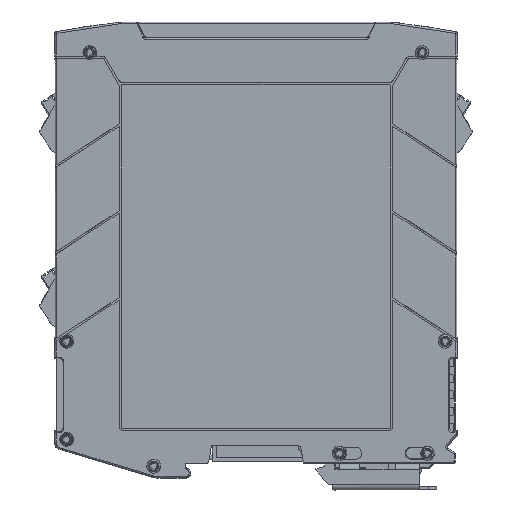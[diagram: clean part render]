
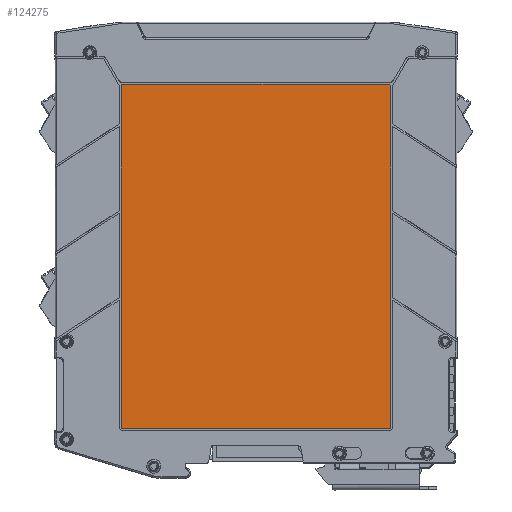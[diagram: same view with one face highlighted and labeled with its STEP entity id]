
A CAD part, left-side view. The second image highlights one B-rep face of the part: STEP entity #124275.
In plain terms, the highlighted planar face has unit normal (-1, 0, 0).
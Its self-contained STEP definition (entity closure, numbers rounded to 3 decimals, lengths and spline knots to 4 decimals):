
#36 = LINE ( 'NONE', #24117, #96064 ) ;
#3809 = CARTESIAN_POINT ( 'NONE',  ( -0.4964, -1.3219, 3.5291 ) ) ;
#4435 = LINE ( 'NONE', #36875, #72635 ) ;
#8944 = PLANE ( 'NONE',  #56253 ) ;
#11401 = EDGE_CURVE ( 'NONE', #98532, #126721, #4435, .T. ) ;
#13726 = ORIENTED_EDGE ( 'NONE', *, *, #62359, .F. ) ;
#14296 = DIRECTION ( 'NONE',  ( 0., 0., -1. ) ) ;
#19902 = CARTESIAN_POINT ( 'NONE',  ( -0.4964, 1.281, 3.5291 ) ) ;
#20565 = CARTESIAN_POINT ( 'NONE',  ( -0.4964, 1.2984, 0.163 ) ) ;
#20644 = CARTESIAN_POINT ( 'NONE',  ( -0.4964, 1.2872, 3.5266 ) ) ;
#24117 = CARTESIAN_POINT ( 'NONE',  ( -0.4964, -1.3393, 0.163 ) ) ;
#24472 = CARTESIAN_POINT ( 'NONE',  ( -0.4964, 1.2984, 0.1826 ) ) ;
#27171 = CARTESIAN_POINT ( 'NONE',  ( -0.4964, -1.3393, 3.5055 ) ) ;
#28508 = VERTEX_POINT ( 'NONE', #141703 ) ;
#29153 = VERTEX_POINT ( 'NONE', #80203 ) ;
#29486 = EDGE_CURVE ( 'NONE', #28508, #63857, #147104, .T. ) ;
#31290 = VERTEX_POINT ( 'NONE', #69647 ) ;
#34314 = VERTEX_POINT ( 'NONE', #46937 ) ;
#36220 = CARTESIAN_POINT ( 'NONE',  ( -0.4964, -1.3625, 3.5291 ) ) ;
#36671 = EDGE_CURVE ( 'NONE', #54460, #34314, #53131, .T. ) ;
#36875 = CARTESIAN_POINT ( 'NONE',  ( -0.4964, 1.2984, 3.5291 ) ) ;
#39966 = CARTESIAN_POINT ( 'NONE',  ( -0.4964, -1.3368, 3.5178 ) ) ;
#40417 = VECTOR ( 'NONE', #61034, 39.3701 ) ;
#44743 = CARTESIAN_POINT ( 'NONE',  ( -0.4964, -1.3157, 3.5291 ) ) ;
#44893 = CARTESIAN_POINT ( 'NONE',  ( -0.4964, 1.2839, 0.163 ) ) ;
#45098 = DIRECTION ( 'NONE',  ( 0., 0., -1. ) ) ;
#46937 = CARTESIAN_POINT ( 'NONE',  ( -0.4964, -1.3393, 3.5055 ) ) ;
#47526 = LINE ( 'NONE', #36220, #40417 ) ;
#49538 = CARTESIAN_POINT ( 'NONE',  ( -0.4964, 1.2984, 3.5055 ) ) ;
#51525 = CARTESIAN_POINT ( 'NONE',  ( -0.4964, 1.2984, 0.1826 ) ) ;
#53131 = B_SPLINE_CURVE_WITH_KNOTS ( 'NONE', 3,
 ( #72358, #3809, #97160, #39966, #140910, #27171 ),
 .UNSPECIFIED., .F., .F.,
 ( 4, 2, 4 ),
 ( 0., 0.5, 1. ),
 .UNSPECIFIED. ) ;
#54460 = VERTEX_POINT ( 'NONE', #44743 ) ;
#56005 = CARTESIAN_POINT ( 'NONE',  ( -0.4964, -1.3393, 0.1775 ) ) ;
#56253 = AXIS2_PLACEMENT_3D ( 'NONE', #146037, #148268, #45098 ) ;
#61034 = DIRECTION ( 'NONE',  ( 0., -1., 0. ) ) ;
#62359 = EDGE_CURVE ( 'NONE', #31290, #54460, #47526, .T. ) ;
#63857 = VERTEX_POINT ( 'NONE', #119581 ) ;
#66600 = CARTESIAN_POINT ( 'NONE',  ( -0.4964, 1.2748, 3.5291 ) ) ;
#68226 = EDGE_CURVE ( 'NONE', #29153, #28508, #123968, .T. ) ;
#69647 = CARTESIAN_POINT ( 'NONE',  ( -0.4964, 1.2748, 3.5291 ) ) ;
#71380 = ORIENTED_EDGE ( 'NONE', *, *, #85520, .F. ) ;
#72358 = CARTESIAN_POINT ( 'NONE',  ( -0.4964, -1.3157, 3.5291 ) ) ;
#72635 = VECTOR ( 'NONE', #85008, 39.3701 ) ;
#77836 = CARTESIAN_POINT ( 'NONE',  ( -0.4964, -1.3197, 0.163 ) ) ;
#80193 = EDGE_CURVE ( 'NONE', #34314, #29153, #36, .T. ) ;
#80203 = CARTESIAN_POINT ( 'NONE',  ( -0.4964, -1.3393, 0.1826 ) ) ;
#80673 = ORIENTED_EDGE ( 'NONE', *, *, #29486, .F. ) ;
#80968 = CARTESIAN_POINT ( 'NONE',  ( -0.4964, 1.2788, 0.163 ) ) ;
#83222 = B_SPLINE_CURVE_WITH_KNOTS ( 'NONE', 3,
 ( #80968, #44893, #126915, #130648, #83941, #24472 ),
 .UNSPECIFIED., .F., .F.,
 ( 4, 2, 4 ),
 ( 0., 0.5, 1. ),
 .UNSPECIFIED. ) ;
#83941 = CARTESIAN_POINT ( 'NONE',  ( -0.4964, 1.2984, 0.1775 ) ) ;
#85008 = DIRECTION ( 'NONE',  ( 0., 0., 1. ) ) ;
#85520 = EDGE_CURVE ( 'NONE', #126721, #31290, #107293, .T. ) ;
#92268 = VECTOR ( 'NONE', #110940, 39.3701 ) ;
#96064 = VECTOR ( 'NONE', #14296, 39.3701 ) ;
#97028 = ORIENTED_EDGE ( 'NONE', *, *, #123164, .F. ) ;
#97160 = CARTESIAN_POINT ( 'NONE',  ( -0.4964, -1.3281, 3.5266 ) ) ;
#98532 = VERTEX_POINT ( 'NONE', #51525 ) ;
#99310 = FACE_OUTER_BOUND ( 'NONE', #102701, .T. ) ;
#102649 = CARTESIAN_POINT ( 'NONE',  ( -0.4964, -1.3372, 0.1724 ) ) ;
#102701 = EDGE_LOOP ( 'NONE', ( #127410, #13726, #71380, #139772, #97028, #80673, #115500, #110967 ) ) ;
#107293 = B_SPLINE_CURVE_WITH_KNOTS ( 'NONE', 3,
 ( #144955, #123824, #147184, #20644, #19902, #66600 ),
 .UNSPECIFIED., .F., .F.,
 ( 4, 2, 4 ),
 ( 0., 0.5, 1. ),
 .UNSPECIFIED. ) ;
#110940 = DIRECTION ( 'NONE',  ( 0., 1., 0. ) ) ;
#110967 = ORIENTED_EDGE ( 'NONE', *, *, #80193, .F. ) ;
#112476 = CARTESIAN_POINT ( 'NONE',  ( -0.4964, -1.3299, 0.1651 ) ) ;
#115500 = ORIENTED_EDGE ( 'NONE', *, *, #68226, .F. ) ;
#119581 = CARTESIAN_POINT ( 'NONE',  ( -0.4964, 1.2788, 0.163 ) ) ;
#123039 = CARTESIAN_POINT ( 'NONE',  ( -0.4964, -1.3393, 0.1826 ) ) ;
#123164 = EDGE_CURVE ( 'NONE', #63857, #98532, #83222, .T. ) ;
#123824 = CARTESIAN_POINT ( 'NONE',  ( -0.4964, 1.2984, 3.5117 ) ) ;
#123968 = B_SPLINE_CURVE_WITH_KNOTS ( 'NONE', 3,
 ( #123039, #56005, #102649, #112476, #146397, #77836 ),
 .UNSPECIFIED., .F., .F.,
 ( 4, 2, 4 ),
 ( 0., 0.5, 1. ),
 .UNSPECIFIED. ) ;
#124275 = ADVANCED_FACE ( 'NONE', ( #99310 ), #8944, .F. ) ;
#126721 = VERTEX_POINT ( 'NONE', #49538 ) ;
#126915 = CARTESIAN_POINT ( 'NONE',  ( -0.4964, 1.289, 0.1651 ) ) ;
#127410 = ORIENTED_EDGE ( 'NONE', *, *, #36671, .F. ) ;
#130648 = CARTESIAN_POINT ( 'NONE',  ( -0.4964, 1.2963, 0.1724 ) ) ;
#139772 = ORIENTED_EDGE ( 'NONE', *, *, #11401, .F. ) ;
#140910 = CARTESIAN_POINT ( 'NONE',  ( -0.4964, -1.3393, 3.5117 ) ) ;
#141703 = CARTESIAN_POINT ( 'NONE',  ( -0.4964, -1.3197, 0.163 ) ) ;
#144955 = CARTESIAN_POINT ( 'NONE',  ( -0.4964, 1.2984, 3.5055 ) ) ;
#146037 = CARTESIAN_POINT ( 'NONE',  ( -0.4964, -0.0204, 1.0173 ) ) ;
#146397 = CARTESIAN_POINT ( 'NONE',  ( -0.4964, -1.3248, 0.163 ) ) ;
#147104 = LINE ( 'NONE', #20565, #92268 ) ;
#147184 = CARTESIAN_POINT ( 'NONE',  ( -0.4964, 1.2959, 3.5178 ) ) ;
#148268 = DIRECTION ( 'NONE',  ( 1., 0., 0. ) ) ;
